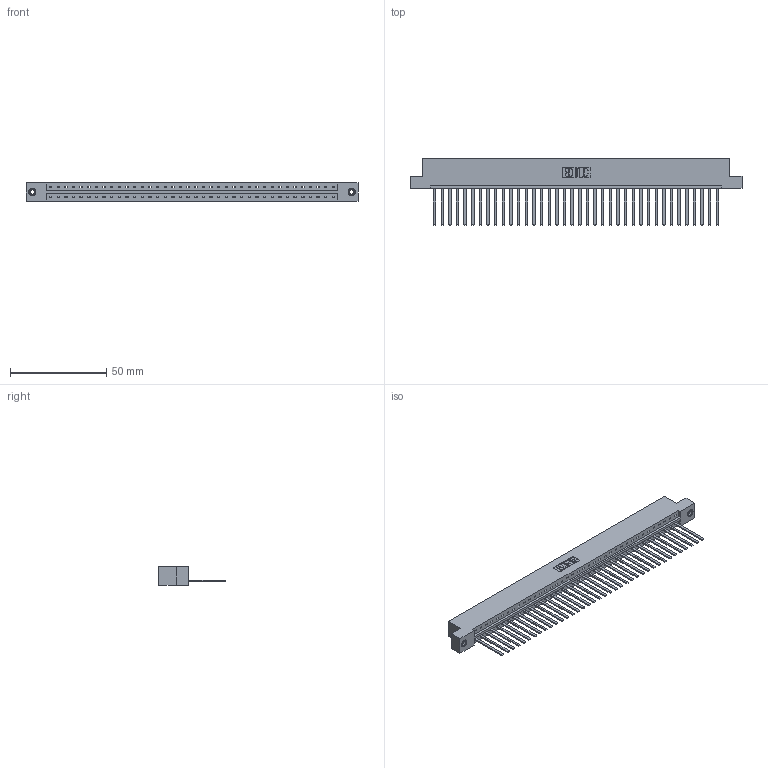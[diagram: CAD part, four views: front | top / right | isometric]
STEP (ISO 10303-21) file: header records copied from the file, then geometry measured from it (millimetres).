
FILE_DESCRIPTION (( 'STEP AP203' ), '1' );
FILE_NAME ('833-038-544-108.STEP', '2020-06-03T13:11:16', ( '' ), ( '' ), 'SwSTEP 2.0', 'SolidWorks 2020', '' );
FILE_SCHEMA (( 'CONFIG_CONTROL_DESIGN' ));
Length unit declared in the file: inch
Products named in the file (4): 833 Part_Flush - .156 Dia - TI; 345-250-001_345-250-003-102; 345-292-001_345-293-144; 833-038-544-108
Assembly tree (41 placements, depth 2):
  833-038-544-108
    833 Part_Flush - .156 Dia - TI
    345-292-001_345-293-144  x38
    345-250-001_345-250-003-102  x2
Bounding box: 172.11 x 34.3 x 9.4 mm (x, y, z)
Volume: 17718.3 mm3; surface area: 20601.6 mm2
Topology: 41 solids, 41 shells, 2150 faces, 6451 edges, 4242 vertices
Faces by surface type: plane 1546, cylinder 588, cone 12, torus 4
Entity records: 24750 total; most frequent: CARTESIAN_POINT 4251, ORIENTED_EDGE 4218, DIRECTION 3623, EDGE_CURVE 2109, LINE 1965, VECTOR 1965, VERTEX_POINT 1400, AXIS2_PLACEMENT_3D 829
